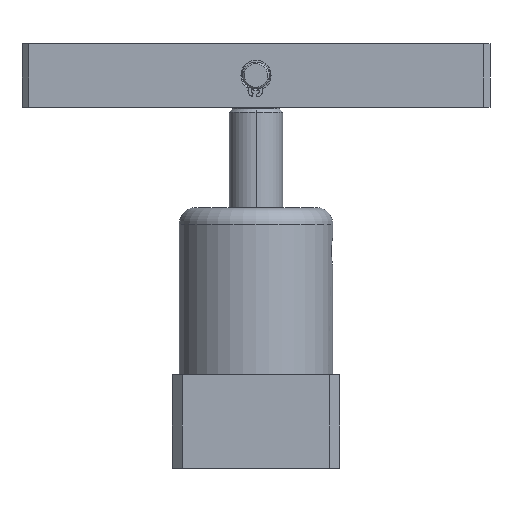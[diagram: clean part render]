
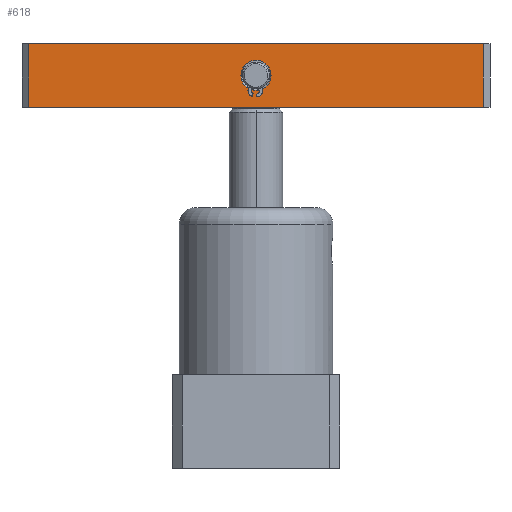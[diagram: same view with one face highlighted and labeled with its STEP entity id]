
A CAD part, front view. The second image highlights one B-rep face of the part: STEP entity #618.
In plain terms, the highlighted face is planar.
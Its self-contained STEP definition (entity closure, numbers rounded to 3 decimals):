
#618 = ADVANCED_FACE ( 'NONE', ( #2387, #2381 ), #1344, .F. ) ;
#759 = VERTEX_POINT ( 'NONE', #1226 ) ;
#768 = VERTEX_POINT ( 'NONE', #1216 ) ;
#770 = VERTEX_POINT ( 'NONE', #1213 ) ;
#792 = VERTEX_POINT ( 'NONE', #1184 ) ;
#1184 = CARTESIAN_POINT ( 'NONE',  ( 68., 9.5, -9.5 ) ) ;
#1213 = CARTESIAN_POINT ( 'NONE',  ( -68., 9.5, -9.5 ) ) ;
#1216 = CARTESIAN_POINT ( 'NONE',  ( 68., -9.5, -9.5 ) ) ;
#1226 = CARTESIAN_POINT ( 'NONE',  ( 4.5, 0., -9.5 ) ) ;
#1338 = DIRECTION ( 'NONE',  ( 1., 0., 0. ) ) ;
#1339 = DIRECTION ( 'NONE',  ( 0., 0., 1. ) ) ;
#1344 = PLANE ( 'NONE',  #3795 ) ;
#1345 = CARTESIAN_POINT ( 'NONE',  ( -70., 9.5, -9.5 ) ) ;
#1689 = LINE ( 'NONE', #4714, #2033 ) ;
#1690 = VECTOR ( 'NONE', #4712, 1000. ) ;
#1701 = LINE ( 'NONE', #4710, #1690 ) ;
#1742 = VECTOR ( 'NONE', #4713, 1000. ) ;
#1743 = LINE ( 'NONE', #4706, #1742 ) ;
#1782 = CIRCLE ( 'NONE', #6823, 4.5 ) ;
#1794 = VECTOR ( 'NONE', #4699, 1000. ) ;
#1801 = CIRCLE ( 'NONE', #6820, 4.5 ) ;
#1802 = LINE ( 'NONE', #4701, #1794 ) ;
#2033 = VECTOR ( 'NONE', #4715, 1000. ) ;
#2221 = EDGE_LOOP ( 'NONE', ( #3803, #3800, #3799, #3841 ) ) ;
#2236 = EDGE_LOOP ( 'NONE', ( #3945, #3886 ) ) ;
#2381 = FACE_OUTER_BOUND ( 'NONE', #2221, .T. ) ;
#2387 = FACE_BOUND ( 'NONE', #2236, .T. ) ;
#3795 = AXIS2_PLACEMENT_3D ( 'NONE', #1345, #1339, #1338 ) ;
#3799 = ORIENTED_EDGE ( 'NONE', *, *, #5308, .T. ) ;
#3800 = ORIENTED_EDGE ( 'NONE', *, *, #5307, .T. ) ;
#3803 = ORIENTED_EDGE ( 'NONE', *, *, #5306, .F. ) ;
#3841 = ORIENTED_EDGE ( 'NONE', *, *, #5309, .T. ) ;
#3886 = ORIENTED_EDGE ( 'NONE', *, *, #5305, .T. ) ;
#3945 = ORIENTED_EDGE ( 'NONE', *, *, #5293, .T. ) ;
#4362 = CARTESIAN_POINT ( 'NONE',  ( -68., -9.5, -9.5 ) ) ;
#4446 = CARTESIAN_POINT ( 'NONE',  ( -4.5, 0., -9.5 ) ) ;
#4678 = CARTESIAN_POINT ( 'NONE',  ( 0., 0., -9.5 ) ) ;
#4679 = DIRECTION ( 'NONE',  ( 0., 0., 1. ) ) ;
#4680 = DIRECTION ( 'NONE',  ( 1., 0., 0. ) ) ;
#4699 = DIRECTION ( 'NONE',  ( -1., 0., 0. ) ) ;
#4701 = CARTESIAN_POINT ( 'NONE',  ( -70., 9.5, -9.5 ) ) ;
#4706 = CARTESIAN_POINT ( 'NONE',  ( -70., -9.5, -9.5 ) ) ;
#4707 = CARTESIAN_POINT ( 'NONE',  ( 0., 0., -9.5 ) ) ;
#4708 = DIRECTION ( 'NONE',  ( 0., 0., 1. ) ) ;
#4709 = DIRECTION ( 'NONE',  ( 1., 0., 0. ) ) ;
#4710 = CARTESIAN_POINT ( 'NONE',  ( 68., 9.5, -9.5 ) ) ;
#4712 = DIRECTION ( 'NONE',  ( 0., -1., 0. ) ) ;
#4713 = DIRECTION ( 'NONE',  ( -1., 0., 0. ) ) ;
#4714 = CARTESIAN_POINT ( 'NONE',  ( -68., 9.5, -9.5 ) ) ;
#4715 = DIRECTION ( 'NONE',  ( 0., 1., 0. ) ) ;
#4980 = VERTEX_POINT ( 'NONE', #4362 ) ;
#5064 = VERTEX_POINT ( 'NONE', #4446 ) ;
#5293 = EDGE_CURVE ( 'NONE', #5064, #759, #1782, .T. ) ;
#5305 = EDGE_CURVE ( 'NONE', #759, #5064, #1801, .T. ) ;
#5306 = EDGE_CURVE ( 'NONE', #792, #770, #1802, .T. ) ;
#5307 = EDGE_CURVE ( 'NONE', #792, #768, #1701, .T. ) ;
#5308 = EDGE_CURVE ( 'NONE', #768, #4980, #1743, .T. ) ;
#5309 = EDGE_CURVE ( 'NONE', #4980, #770, #1689, .T. ) ;
#6820 = AXIS2_PLACEMENT_3D ( 'NONE', #4707, #4708, #4709 ) ;
#6823 = AXIS2_PLACEMENT_3D ( 'NONE', #4678, #4679, #4680 ) ;
